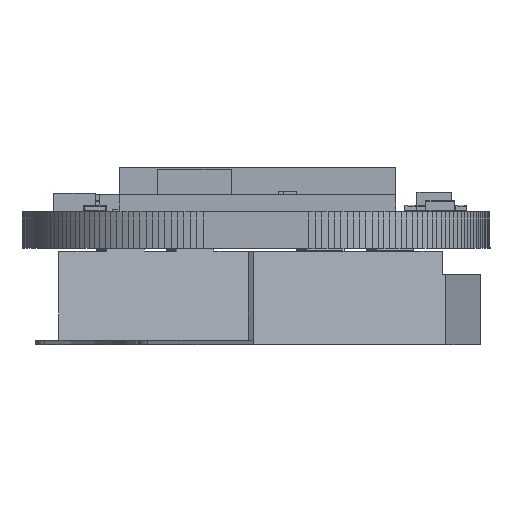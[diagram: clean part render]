
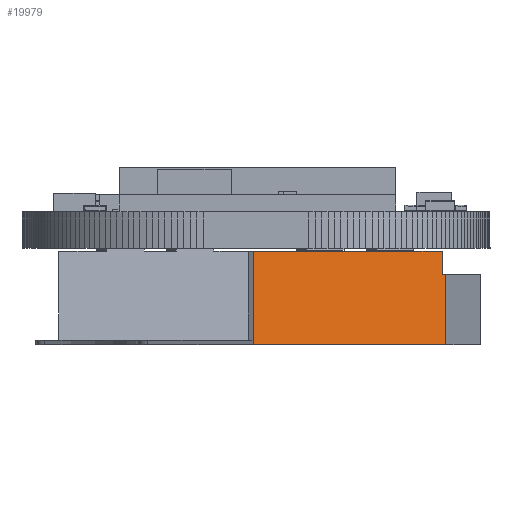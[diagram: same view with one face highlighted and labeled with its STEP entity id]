
A CAD part, left-side view. The second image highlights one B-rep face of the part: STEP entity #19979.
In plain terms, the highlighted face is planar.
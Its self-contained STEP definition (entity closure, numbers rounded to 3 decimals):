
#4624 = PLANE ( 'NONE',  #6490 ) ;
#4636 = CARTESIAN_POINT ( 'NONE',  ( -10.541, 0., 12.7 ) ) ;
#4637 = DIRECTION ( 'NONE',  ( -1., 0., 0. ) ) ;
#4638 = DIRECTION ( 'NONE',  ( 0., 0., 1. ) ) ;
#4938 = EDGE_CURVE ( 'NONE', #17648, #17771, #23831, .T. ) ;
#4939 = EDGE_CURVE ( 'NONE', #17754, #17650, #23837, .T. ) ;
#4943 = EDGE_CURVE ( 'NONE', #17632, #17641, #23844, .T. ) ;
#4950 = EDGE_CURVE ( 'NONE', #17641, #17648, #23860, .T. ) ;
#4954 = EDGE_CURVE ( 'NONE', #17771, #17757, #23858, .T. ) ;
#4960 = EDGE_CURVE ( 'NONE', #17757, #17746, #23879, .T. ) ;
#4963 = EDGE_CURVE ( 'NONE', #17746, #17754, #23885, .T. ) ;
#5676 = CARTESIAN_POINT ( 'NONE',  ( -10.541, -4.064, -7.874 ) ) ;
#5685 = CARTESIAN_POINT ( 'NONE',  ( -10.541, -4.064, -6.096 ) ) ;
#5687 = CARTESIAN_POINT ( 'NONE',  ( -10.541, -4.064, -2.794 ) ) ;
#5692 = CARTESIAN_POINT ( 'NONE',  ( -10.541, -4.064, -4.572 ) ) ;
#5747 = CARTESIAN_POINT ( 'NONE',  ( -10.541, -4.064, -0.663 ) ) ;
#5748 = CARTESIAN_POINT ( 'NONE',  ( -10.541, -4.064, -9.623 ) ) ;
#5751 = CARTESIAN_POINT ( 'NONE',  ( -10.541, -3.048, -9.623 ) ) ;
#5755 = CARTESIAN_POINT ( 'NONE',  ( -10.541, -3.048, -9.779 ) ) ;
#5768 = CARTESIAN_POINT ( 'NONE',  ( -10.541, 0., -0.663 ) ) ;
#5769 = CARTESIAN_POINT ( 'NONE',  ( -10.541, 0., -9.779 ) ) ;
#6490 = AXIS2_PLACEMENT_3D ( 'NONE', #4636, #4637, #4638 ) ;
#7063 = FACE_OUTER_BOUND ( 'NONE', #13432, .T. ) ;
#13045 = CARTESIAN_POINT ( 'NONE',  ( -10.541, 0., 12.7 ) ) ;
#13047 = DIRECTION ( 'NONE',  ( 0., 0., 1. ) ) ;
#13049 = CARTESIAN_POINT ( 'NONE',  ( -10.541, -5.08, -0.663 ) ) ;
#13052 = DIRECTION ( 'NONE',  ( 0., 1., 0. ) ) ;
#13058 = CARTESIAN_POINT ( 'NONE',  ( -10.541, 0., -9.779 ) ) ;
#13061 = DIRECTION ( 'NONE',  ( 0., -1., 0. ) ) ;
#13432 = EDGE_LOOP ( 'NONE', ( #16184, #16186, #16188, #16190, #16193, #16195, #16197, #16199, #16201, #16203 ) ) ;
#14451 = LINE ( 'NONE', #13045, #14457 ) ;
#14455 = LINE ( 'NONE', #13049, #14461 ) ;
#14457 = VECTOR ( 'NONE', #13047, 1000. ) ;
#14461 = VECTOR ( 'NONE', #13052, 1000. ) ;
#14463 = LINE ( 'NONE', #13058, #14469 ) ;
#14469 = VECTOR ( 'NONE', #13061, 1000. ) ;
#16184 = ORIENTED_EDGE ( 'NONE', *, *, #4960, .T. ) ;
#16186 = ORIENTED_EDGE ( 'NONE', *, *, #4963, .T. ) ;
#16188 = ORIENTED_EDGE ( 'NONE', *, *, #4939, .T. ) ;
#16190 = ORIENTED_EDGE ( 'NONE', *, *, #20871, .T. ) ;
#16193 = ORIENTED_EDGE ( 'NONE', *, *, #20870, .F. ) ;
#16195 = ORIENTED_EDGE ( 'NONE', *, *, #20873, .T. ) ;
#16197 = ORIENTED_EDGE ( 'NONE', *, *, #4943, .T. ) ;
#16199 = ORIENTED_EDGE ( 'NONE', *, *, #4950, .T. ) ;
#16201 = ORIENTED_EDGE ( 'NONE', *, *, #4938, .T. ) ;
#16203 = ORIENTED_EDGE ( 'NONE', *, *, #4954, .T. ) ;
#17602 = VERTEX_POINT ( 'NONE', #5769 ) ;
#17604 = VERTEX_POINT ( 'NONE', #5768 ) ;
#17632 = VERTEX_POINT ( 'NONE', #5755 ) ;
#17641 = VERTEX_POINT ( 'NONE', #5751 ) ;
#17648 = VERTEX_POINT ( 'NONE', #5748 ) ;
#17650 = VERTEX_POINT ( 'NONE', #5747 ) ;
#17746 = VERTEX_POINT ( 'NONE', #5692 ) ;
#17754 = VERTEX_POINT ( 'NONE', #5687 ) ;
#17757 = VERTEX_POINT ( 'NONE', #5685 ) ;
#17771 = VERTEX_POINT ( 'NONE', #5676 ) ;
#19979 = ADVANCED_FACE ( 'NONE', ( #7063 ), #4624, .T. ) ;
#20870 = EDGE_CURVE ( 'NONE', #17602, #17604, #14451, .T. ) ;
#20871 = EDGE_CURVE ( 'NONE', #17650, #17604, #14455, .T. ) ;
#20873 = EDGE_CURVE ( 'NONE', #17602, #17632, #14463, .T. ) ;
#23831 = LINE ( 'NONE', #35227, #23839 ) ;
#23837 = LINE ( 'NONE', #35229, #23841 ) ;
#23839 = VECTOR ( 'NONE', #35234, 1000. ) ;
#23841 = VECTOR ( 'NONE', #35222, 1000. ) ;
#23844 = LINE ( 'NONE', #35220, #23849 ) ;
#23849 = VECTOR ( 'NONE', #35214, 1000. ) ;
#23858 = LINE ( 'NONE', #35196, #23870 ) ;
#23860 = LINE ( 'NONE', #35201, #23863 ) ;
#23863 = VECTOR ( 'NONE', #35200, 1000. ) ;
#23870 = VECTOR ( 'NONE', #35191, 1000. ) ;
#23879 = LINE ( 'NONE', #35181, #23882 ) ;
#23882 = VECTOR ( 'NONE', #35180, 1000. ) ;
#23885 = LINE ( 'NONE', #35175, #23888 ) ;
#23888 = VECTOR ( 'NONE', #35174, 1000. ) ;
#35174 = DIRECTION ( 'NONE',  ( 0., 0., 1. ) ) ;
#35175 = CARTESIAN_POINT ( 'NONE',  ( -10.541, -4.064, 12.7 ) ) ;
#35180 = DIRECTION ( 'NONE',  ( 0., 0., 1. ) ) ;
#35181 = CARTESIAN_POINT ( 'NONE',  ( -10.541, -4.064, 12.7 ) ) ;
#35191 = DIRECTION ( 'NONE',  ( 0., 0., 1. ) ) ;
#35196 = CARTESIAN_POINT ( 'NONE',  ( -10.541, -4.064, 12.7 ) ) ;
#35200 = DIRECTION ( 'NONE',  ( 0., -1., 0. ) ) ;
#35201 = CARTESIAN_POINT ( 'NONE',  ( -10.541, 0., -9.623 ) ) ;
#35214 = DIRECTION ( 'NONE',  ( 0., 0., 1. ) ) ;
#35220 = CARTESIAN_POINT ( 'NONE',  ( -10.541, -3.048, 12.7 ) ) ;
#35222 = DIRECTION ( 'NONE',  ( 0., 0., 1. ) ) ;
#35227 = CARTESIAN_POINT ( 'NONE',  ( -10.541, -4.064, 12.7 ) ) ;
#35229 = CARTESIAN_POINT ( 'NONE',  ( -10.541, -4.064, 12.7 ) ) ;
#35234 = DIRECTION ( 'NONE',  ( 0., 0., 1. ) ) ;
